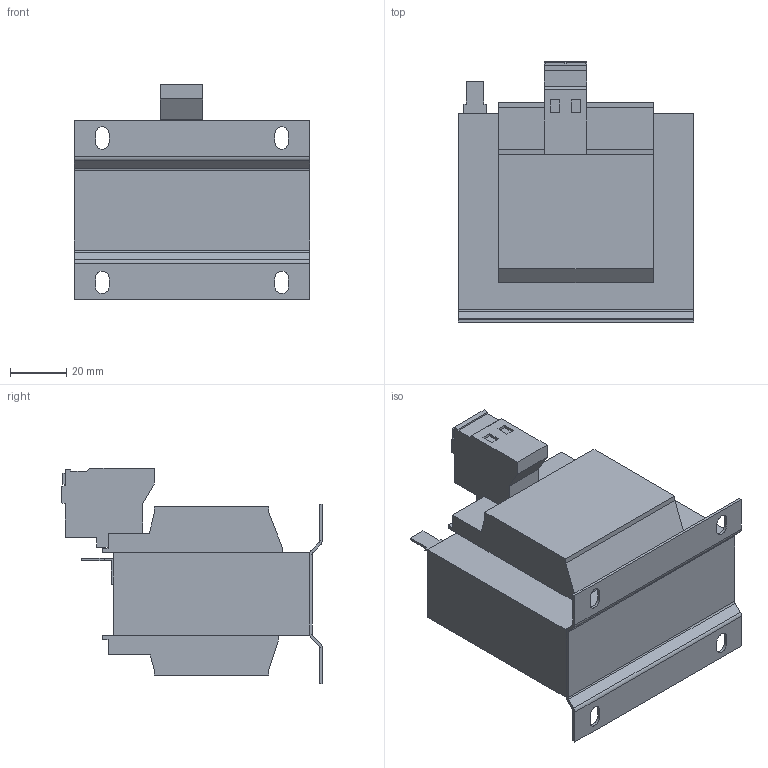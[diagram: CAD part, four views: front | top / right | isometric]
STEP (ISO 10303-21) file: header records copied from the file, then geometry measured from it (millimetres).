
FILE_DESCRIPTION (( 'STEP AP214' ), '1' );
FILE_NAME ('865646.STEP', '2024-04-08T09:48:43', ( '' ), ( '' ), 'SwSTEP 2.0', 'SolidWorks 2022', '' );
FILE_SCHEMA (( 'AUTOMOTIVE_DESIGN' ));
Length unit declared in the file: millimetre
Products named in the file (1): 865646
Bounding box: 84 x 92.9 x 76.95 mm (x, y, z)
Volume: 275077.4 mm3; surface area: 41299.8 mm2
Topology: 1 solids, 1 shells, 160 faces, 408 edges, 260 vertices
Faces by surface type: plane 132, cylinder 28
Entity records: 4790 total; most frequent: CARTESIAN_POINT 829, ORIENTED_EDGE 816, DIRECTION 786, EDGE_CURVE 408, VECTOR 352, LINE 352, VERTEX_POINT 260, AXIS2_PLACEMENT_3D 217
